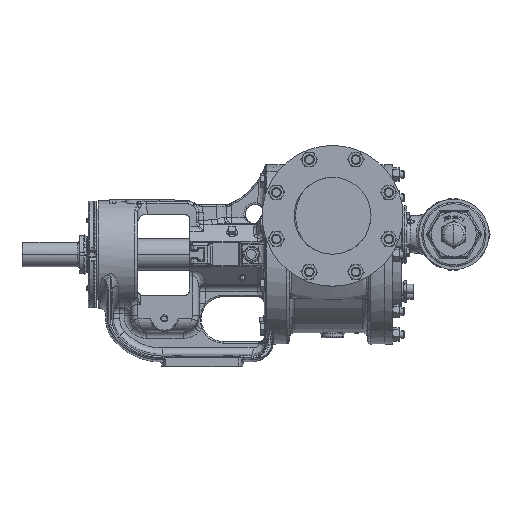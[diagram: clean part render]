
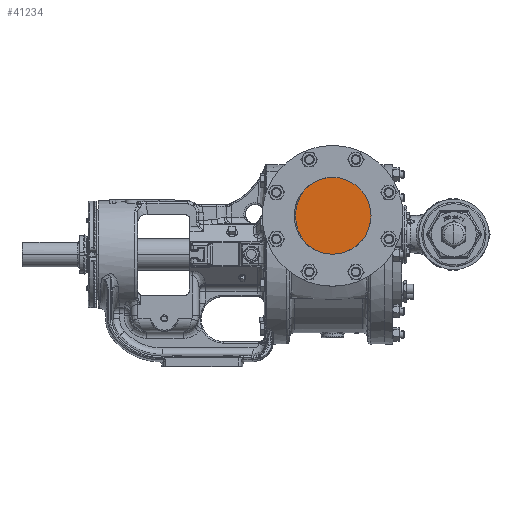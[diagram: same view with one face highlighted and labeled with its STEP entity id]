
A CAD part, top view. The second image highlights one B-rep face of the part: STEP entity #41234.
In plain terms, the highlighted planar face has unit normal (0, 0, 1).
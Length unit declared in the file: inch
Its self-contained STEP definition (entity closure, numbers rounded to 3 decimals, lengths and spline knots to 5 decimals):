
#6433 = CARTESIAN_POINT ( 'NONE',  ( 2.54785, 0.79785, 8.5 ) ) ;
#15028 = CARTESIAN_POINT ( 'NONE',  ( 1.90344, 4.22125, 8.5 ) ) ;
#20072 = CARTESIAN_POINT ( 'NONE',  ( 4.58, 3., 8.5 ) ) ;
#28879 = EDGE_LOOP ( 'NONE', ( #297886, #64949, #157976, #39370, #167196, #164550, #92249, #202096, #193280, #188513 ) ) ;
#31517 = EDGE_CURVE ( 'Defeatured_0_3749+Defeatured_0_3741+Defeatured_0_3734+Defeatured_0_3743', #70133, #115791, #238808, .T. ) ;
#39370 = ORIENTED_EDGE ( 'NONE', *, *, #294541, .T. ) ;
#39873 = CARTESIAN_POINT ( 'NONE',  ( 1.66868, 3., 8.5 ) ) ;
#41208 = CARTESIAN_POINT ( 'NONE',  ( 2.59683, 5.25101, 8.5 ) ) ;
#41234 = ADVANCED_FACE ( 'Defeatured_0_3749', ( #207551 ), #68734, .T. ) ;
#42959 = CARTESIAN_POINT ( 'NONE',  ( 4.58, 6., 8.5 ) ) ;
#44959 = DIRECTION ( 'NONE',  ( 1., 0., 0. ) ) ;
#50389 = B_SPLINE_CURVE_WITH_KNOTS ( 'NONE', 3,
 ( #159739, #110091, #209459, #61425 ),
 .UNSPECIFIED., .F., .F.,
 ( 4, 4 ),
 ( 0., 0.00114 ),
 .UNSPECIFIED. ) ;
#52475 = VERTEX_POINT ( 'NONE', #41208 ) ;
#54580 = CARTESIAN_POINT ( 'NONE',  ( 4.58, 3., 8.5 ) ) ;
#56409 = CARTESIAN_POINT ( 'NONE',  ( 7.50415, 2.32966, 8.5 ) ) ;
#61425 = CARTESIAN_POINT ( 'NONE',  ( 2.59683, 5.25101, 8.5 ) ) ;
#63561 = CARTESIAN_POINT ( 'NONE',  ( 7.58, 2.75589, 8.5 ) ) ;
#64718 = CARTESIAN_POINT ( 'NONE',  ( 1.90344, 1.77875, 8.5 ) ) ;
#64949 = ORIENTED_EDGE ( 'NONE', *, *, #31517, .T. ) ;
#66991 = EDGE_CURVE ( 'Defeatured_0_3747+Defeatured_0_3749+Defeatured_0_3738+Defeatured_0_3734', #305559, #52475, #50389, .T. ) ;
#67143 = EDGE_CURVE ( 'Defeatured_0_3743+Defeatured_0_3749+Defeatured_0_3737+Defeatured_0_3741', #219969, #115791, #100095, .T. ) ;
#68734 = PLANE ( 'NONE',  #113177 ) ;
#70133 = VERTEX_POINT ( 'NONE', #56409 ) ;
#71745 = CARTESIAN_POINT ( 'NONE',  ( 7.58, 3., 8.5 ) ) ;
#71869 = AXIS2_PLACEMENT_3D ( 'NONE', #54580, #227473, #79457 ) ;
#79457 = DIRECTION ( 'NONE',  ( 1., 0., 0. ) ) ;
#87328 = DIRECTION ( 'NONE',  ( 0., 0., -1. ) ) ;
#89643 = CARTESIAN_POINT ( 'NONE',  ( 2.42082, 0.9339, 8.5 ) ) ;
#89737 = CARTESIAN_POINT ( 'NONE',  ( 2.61531, 0.73284, 8.5 ) ) ;
#90417 = DIRECTION ( 'NONE',  ( 0., 0., -1. ) ) ;
#90626 = CARTESIAN_POINT ( 'NONE',  ( 7.56933, 2.63585, 8.5 ) ) ;
#92249 = ORIENTED_EDGE ( 'NONE', *, *, #66991, .F. ) ;
#96567 = VECTOR ( 'NONE', #244536, 39.37008 ) ;
#100095 = B_SPLINE_CURVE_WITH_KNOTS ( 'NONE', 3,
 ( #213708, #63561, #238624, #90626, #263467, #115383 ),
 .UNSPECIFIED., .F., .F.,
 ( 4, 2, 4 ),
 ( 0., 0.00306, 0.00612 ),
 .UNSPECIFIED. ) ;
#110091 = CARTESIAN_POINT ( 'NONE',  ( 2.57481, 5.23072, 8.5 ) ) ;
#111664 = CARTESIAN_POINT ( 'NONE',  ( 7.52146, 2.40518, 8.5 ) ) ;
#113177 = AXIS2_PLACEMENT_3D ( 'NONE', #20072, #192928, #44959 ) ;
#115383 = CARTESIAN_POINT ( 'NONE',  ( 7.55442, 2.5566, 8.5 ) ) ;
#115791 = VERTEX_POINT ( 'NONE', #294271 ) ;
#119452 = AXIS2_PLACEMENT_3D ( 'NONE', #238402, #90417, #263259 ) ;
#120123 = CARTESIAN_POINT ( 'NONE',  ( 4.58, 3., 8.5 ) ) ;
#127968 = CARTESIAN_POINT ( 'NONE',  ( 2.54785, 0.79785, 8.5 ) ) ;
#130632 = EDGE_CURVE ( 'Defeatured_0_3749+Defeatured_0_3738+Defeatured_0_3747+Defeatured_0_3744', #305559, #274873, #142688, .T. ) ;
#136550 = CARTESIAN_POINT ( 'NONE',  ( 7.50415, 2.32966, 8.5 ) ) ;
#138258 = CARTESIAN_POINT ( 'NONE',  ( 2.5645, 5.21984, 8.5 ) ) ;
#142688 = B_SPLINE_CURVE_WITH_KNOTS ( 'NONE', 3,
 ( #138258, #261456, #163042, #15028, #187898, #39873, #212729, #64718, #237636, #89643, #262509 ),
 .UNSPECIFIED., .F., .F.,
 ( 4, 1, 1, 1, 1, 1, 1, 1, 4 ),
 ( 0.00056, 0.01552, 0.03106, 0.04661, 0.06215, 0.07769, 0.09323, 0.10877, 0.12311 ),
 .UNSPECIFIED. ) ;
#144929 = DIRECTION ( 'NONE',  ( 1., 0., 0. ) ) ;
#157976 = ORIENTED_EDGE ( 'NONE', *, *, #67143, .F. ) ;
#158402 = B_SPLINE_CURVE_WITH_KNOTS ( 'NONE', 3,
 ( #251177, #201455, #276083, #127968 ),
 .UNSPECIFIED., .F., .F.,
 ( 4, 4 ),
 ( 0., 0.00238 ),
 .UNSPECIFIED. ) ;
#159739 = CARTESIAN_POINT ( 'NONE',  ( 2.5645, 5.21984, 8.5 ) ) ;
#163042 = CARTESIAN_POINT ( 'NONE',  ( 2.18369, 4.76424, 8.5 ) ) ;
#163730 = EDGE_CURVE ( 'Defeatured_0_3734+Defeatured_0_3749+Defeatured_0_3741+Defeatured_0_3744', #70133, #177595, #210466, .T. ) ;
#164550 = ORIENTED_EDGE ( 'NONE', *, *, #285379, .F. ) ;
#166033 = CIRCLE ( 'NONE', #119452, 3. ) ;
#167196 = ORIENTED_EDGE ( 'NONE', *, *, #235501, .F. ) ;
#177595 = VERTEX_POINT ( 'NONE', #264953 ) ;
#187898 = CARTESIAN_POINT ( 'NONE',  ( 1.72802, 3.62301, 8.5 ) ) ;
#188513 = ORIENTED_EDGE ( 'NONE', *, *, #243697, .F. ) ;
#192928 = DIRECTION ( 'NONE',  ( 0., 0., 1. ) ) ;
#193280 = ORIENTED_EDGE ( 'NONE', *, *, #199710, .F. ) ;
#194447 = AXIS2_PLACEMENT_3D ( 'NONE', #120123, #293050, #144929 ) ;
#199710 = EDGE_CURVE ( 'Defeatured_0_3744+Defeatured_0_3749+Defeatured_0_3734+Defeatured_0_3738', #302773, #274873, #158402, .T. ) ;
#201455 = CARTESIAN_POINT ( 'NONE',  ( 2.59168, 0.75332, 8.5 ) ) ;
#202096 = ORIENTED_EDGE ( 'NONE', *, *, #130632, .T. ) ;
#207551 = FACE_OUTER_BOUND ( 'NONE', #28879, .T. ) ;
#209459 = CARTESIAN_POINT ( 'NONE',  ( 2.58559, 5.2411, 8.5 ) ) ;
#210466 = CIRCLE ( 'NONE', #229849, 3. ) ;
#212729 = CARTESIAN_POINT ( 'NONE',  ( 1.72802, 2.37699, 8.5 ) ) ;
#213708 = CARTESIAN_POINT ( 'NONE',  ( 7.58, 2.7962, 8.5 ) ) ;
#219969 = VERTEX_POINT ( 'NONE', #256079 ) ;
#220226 = LINE ( 'NONE', #71745, #96567 ) ;
#227473 = DIRECTION ( 'NONE',  ( 0., 0., -1. ) ) ;
#229849 = AXIS2_PLACEMENT_3D ( 'NONE', #235332, #87328, #260191 ) ;
#235332 = CARTESIAN_POINT ( 'NONE',  ( 4.58, 3., 8.5 ) ) ;
#235501 = EDGE_CURVE ( 'Defeatured_0_3734+Defeatured_0_3749+Defeatured_0_3747+Defeatured_0_3737', #237966, #250497, #291123, .T. ) ;
#237636 = CARTESIAN_POINT ( 'NONE',  ( 2.17989, 1.24312, 8.5 ) ) ;
#237661 = CARTESIAN_POINT ( 'NONE',  ( 2.5645, 5.21984, 8.5 ) ) ;
#237966 = VERTEX_POINT ( 'NONE', #42959 ) ;
#238402 = CARTESIAN_POINT ( 'NONE',  ( 4.58, 3., 8.5 ) ) ;
#238624 = CARTESIAN_POINT ( 'NONE',  ( 7.57785, 2.71575, 8.5 ) ) ;
#238808 = B_SPLINE_CURVE_WITH_KNOTS ( 'NONE', 3,
 ( #136550, #111664, #284596, #309364 ),
 .UNSPECIFIED., .F., .F.,
 ( 4, 4 ),
 ( 0., 0.0059 ),
 .UNSPECIFIED. ) ;
#243697 = EDGE_CURVE ( 'Defeatured_0_3734+Defeatured_0_3749+Defeatured_0_3741+Defeatured_0_3744', #177595, #302773, #307475, .T. ) ;
#244536 = DIRECTION ( 'NONE',  ( 0., 1., 0. ) ) ;
#250497 = VERTEX_POINT ( 'NONE', #271818 ) ;
#251177 = CARTESIAN_POINT ( 'NONE',  ( 2.61531, 0.73284, 8.5 ) ) ;
#256079 = CARTESIAN_POINT ( 'NONE',  ( 7.58, 2.7962, 8.5 ) ) ;
#260191 = DIRECTION ( 'NONE',  ( 1., 0., 0. ) ) ;
#261456 = CARTESIAN_POINT ( 'NONE',  ( 2.43091, 5.079, 8.5 ) ) ;
#262509 = CARTESIAN_POINT ( 'NONE',  ( 2.54785, 0.79785, 8.5 ) ) ;
#263259 = DIRECTION ( 'NONE',  ( 1., 0., 0. ) ) ;
#263467 = CARTESIAN_POINT ( 'NONE',  ( 7.56294, 2.596, 8.5 ) ) ;
#264953 = CARTESIAN_POINT ( 'NONE',  ( 4.58, 0., 8.5 ) ) ;
#271818 = CARTESIAN_POINT ( 'NONE',  ( 7.58, 3., 8.5 ) ) ;
#274873 = VERTEX_POINT ( 'NONE', #6433 ) ;
#276083 = CARTESIAN_POINT ( 'NONE',  ( 2.56919, 0.77499, 8.5 ) ) ;
#284596 = CARTESIAN_POINT ( 'NONE',  ( 7.53807, 2.48086, 8.5 ) ) ;
#285379 = EDGE_CURVE ( 'Defeatured_0_3734+Defeatured_0_3749+Defeatured_0_3747+Defeatured_0_3737', #52475, #237966, #166033, .T. ) ;
#291123 = CIRCLE ( 'NONE', #194447, 3. ) ;
#293050 = DIRECTION ( 'NONE',  ( 0., 0., -1. ) ) ;
#294271 = CARTESIAN_POINT ( 'NONE',  ( 7.55442, 2.5566, 8.5 ) ) ;
#294541 = EDGE_CURVE ( 'Defeatured_0_3749+Defeatured_0_3737+Defeatured_0_3743+Defeatured_0_3734', #219969, #250497, #220226, .T. ) ;
#297886 = ORIENTED_EDGE ( 'NONE', *, *, #163730, .F. ) ;
#302773 = VERTEX_POINT ( 'NONE', #89737 ) ;
#305559 = VERTEX_POINT ( 'NONE', #237661 ) ;
#307475 = CIRCLE ( 'NONE', #71869, 3. ) ;
#309364 = CARTESIAN_POINT ( 'NONE',  ( 7.55442, 2.5566, 8.5 ) ) ;
